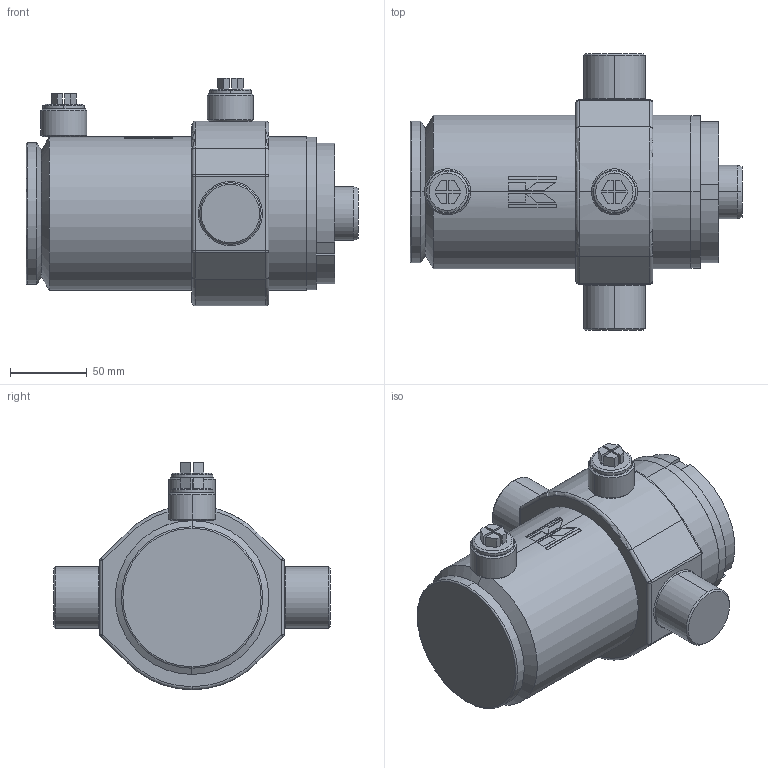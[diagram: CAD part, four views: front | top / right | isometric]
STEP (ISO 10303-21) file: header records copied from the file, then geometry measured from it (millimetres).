
FILE_DESCRIPTION (( 'STEP AP214' ), '1' );
FILE_NAME ('CFGCY0079603-Cylinder.step', '2026-03-06T13:15:00', ( 'Kramp IT' ), ( 'Kramp' ), 'SwSTEP 2.0', 'SolidWorks 2025', '' );
FILE_SCHEMA (( 'AUTOMOTIVE_DESIGN' ));
Length unit declared in the file: millimetre
Products named in the file (18): DC3908001; CFGCY0079603-Cylinder; MATE-AID; Rod_Simplified; DS2908013035_Simplified; ATT-NONE; Tube_Simplified; DS2908004S_Simplified; SP08M; DS2908013035VM_Simplified; LSN08E; Tube-MA_Simplified; Tube-WA_Simplified; TRUNNION; DS2908004SVM_Simplified; 91666; Rod-WA_Simplified
Assembly tree (17 placements, depth 4):
  CFGCY0079603-Cylinder
    Tube-WA_Simplified
      Tube-MA_Simplified
        Tube_Simplified
        LSN08E
        TRUNNION
      LSN08E
      DC3908001
        DC3908001
    Rod-WA_Simplified
      Rod_Simplified
    DS2908013035VM_Simplified
      DS2908013035_Simplified
    DS2908004SVM_Simplified
      DS2908004S_Simplified
    91666
    SP08M  x2
  MATE-AID
  ATT-NONE
Bounding box: 216 x 180 x 148 mm (x, y, z)
Volume: 1541249.2 mm3; surface area: 267981 mm2
Topology: 11 solids, 11 shells, 410 faces, 941 edges, 572 vertices
Faces by surface type: plane 146, cylinder 141, cone 79, torus 32, sphere 8, bspline 4
Entity records: 10082 total; most frequent: CARTESIAN_POINT 2103, DIRECTION 1719, ORIENTED_EDGE 1466, EDGE_CURVE 733, AXIS2_PLACEMENT_3D 684, VERTEX_POINT 450, EDGE_LOOP 369, VECTOR 351
